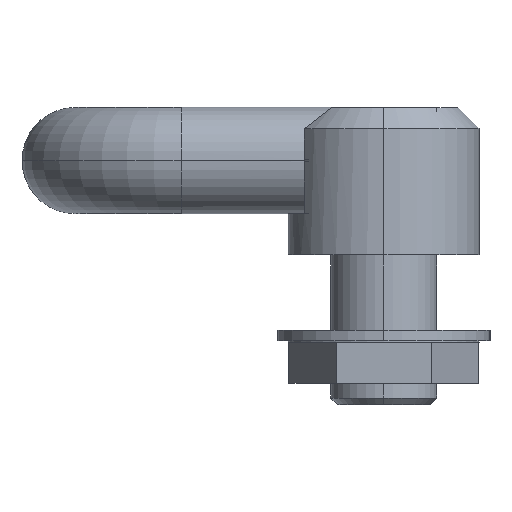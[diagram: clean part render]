
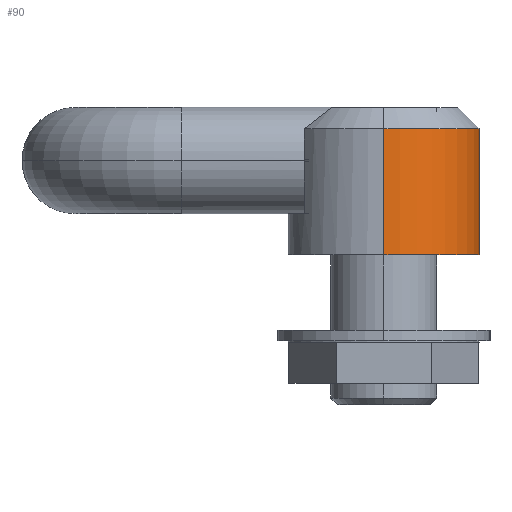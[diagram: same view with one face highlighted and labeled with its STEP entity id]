
A CAD part, left-side view. The second image highlights one B-rep face of the part: STEP entity #90.
In plain terms, the highlighted cylindrical face has radius 9 mm (diameter 18 mm), a partial arc.
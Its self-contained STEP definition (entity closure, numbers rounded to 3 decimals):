
#90 = ADVANCED_FACE( '', ( #201 ), #202, .T. );
#201 = FACE_OUTER_BOUND( '', #402, .T. );
#202 = CYLINDRICAL_SURFACE( '', #403, 9. );
#402 = EDGE_LOOP( '', ( #690, #691, #692, #693 ) );
#403 = AXIS2_PLACEMENT_3D( '', #694, #695, #696 );
#690 = ORIENTED_EDGE( '', *, *, #1386, .F. );
#691 = ORIENTED_EDGE( '', *, *, #1353, .T. );
#692 = ORIENTED_EDGE( '', *, *, #1387, .F. );
#693 = ORIENTED_EDGE( '', *, *, #1388, .F. );
#694 = CARTESIAN_POINT( '', ( -60., 0., -2.948 ) );
#695 = DIRECTION( '', ( 0., 0., 1. ) );
#696 = DIRECTION( '', ( 1., 0., 0. ) );
#1353 = EDGE_CURVE( '', #1602, #1593, #1617, .T. );
#1386 = EDGE_CURVE( '', #1602, #1680, #1681, .T. );
#1387 = EDGE_CURVE( '', #1682, #1593, #1683, .T. );
#1388 = EDGE_CURVE( '', #1680, #1682, #1684, .T. );
#1593 = VERTEX_POINT( '', #1979 );
#1602 = VERTEX_POINT( '', #1998 );
#1617 = CIRCLE( '', #2050, 9. );
#1680 = VERTEX_POINT( '', #2170 );
#1681 = LINE( '', #2171, #2172 );
#1682 = VERTEX_POINT( '', #2173 );
#1683 = LINE( '', #2174, #2175 );
#1684 = CIRCLE( '', #2176, 9. );
#1979 = CARTESIAN_POINT( '', ( -69., 0., 3. ) );
#1998 = CARTESIAN_POINT( '', ( -51., 0., 3. ) );
#2050 = AXIS2_PLACEMENT_3D( '', #2656, #2657, #2658 );
#2170 = CARTESIAN_POINT( '', ( -51., 0., -8.895 ) );
#2171 = CARTESIAN_POINT( '', ( -51., 0., -2.948 ) );
#2172 = VECTOR( '', #2716, 1. );
#2173 = CARTESIAN_POINT( '', ( -69., 0., -8.895 ) );
#2174 = CARTESIAN_POINT( '', ( -69., 0., -2.948 ) );
#2175 = VECTOR( '', #2717, 1. );
#2176 = AXIS2_PLACEMENT_3D( '', #2718, #2719, #2720 );
#2656 = CARTESIAN_POINT( '', ( -60., 0., 3. ) );
#2657 = DIRECTION( '', ( 0., 0., -1. ) );
#2658 = DIRECTION( '', ( 1., 0., 0. ) );
#2716 = DIRECTION( '', ( 0., 0., -1. ) );
#2717 = DIRECTION( '', ( 0., 0., 1. ) );
#2718 = CARTESIAN_POINT( '', ( -60., 0., -8.895 ) );
#2719 = DIRECTION( '', ( 0., 0., -1. ) );
#2720 = DIRECTION( '', ( 1., 0., 0. ) );
